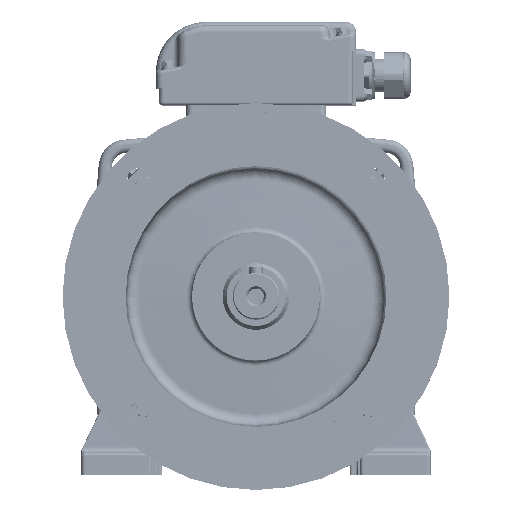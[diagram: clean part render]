
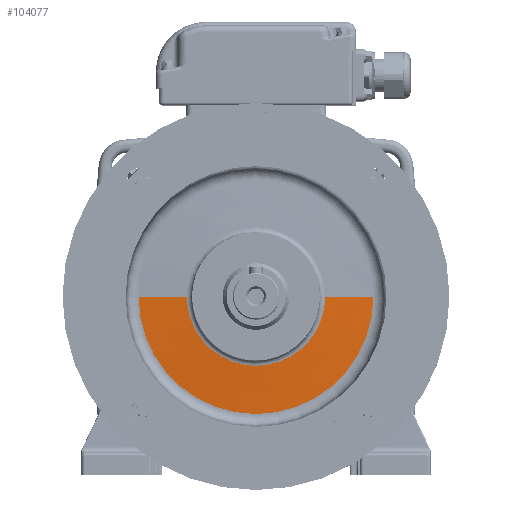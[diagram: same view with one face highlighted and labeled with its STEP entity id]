
A CAD part, top view. The second image highlights one B-rep face of the part: STEP entity #104077.
In plain terms, the highlighted conical face has half-angle 87 degrees and reference radius 115.611 mm.
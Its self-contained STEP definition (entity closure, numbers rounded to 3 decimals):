
#5380 = CARTESIAN_POINT ( 'NONE',  ( -28.752, 0., 62.238 ) ) ;
#5386 = CARTESIAN_POINT ( 'NONE',  ( -26.478, 0., 105.625 ) ) ;
#5413 = CARTESIAN_POINT ( 'NONE',  ( -26.478, 0., -105.625 ) ) ;
#5423 = CARTESIAN_POINT ( 'NONE',  ( -28.752, 0., -62.238 ) ) ;
#68034 = FACE_OUTER_BOUND ( 'NONE', #107961, .T. ) ;
#75891 = VERTEX_POINT ( 'NONE', #5380 ) ;
#75903 = VERTEX_POINT ( 'NONE', #5386 ) ;
#75957 = VERTEX_POINT ( 'NONE', #5413 ) ;
#75977 = VERTEX_POINT ( 'NONE', #5423 ) ;
#76516 = CARTESIAN_POINT ( 'NONE',  ( -25.955, 0., 0. ) ) ;
#76517 = DIRECTION ( 'NONE',  ( 1., 0., 0. ) ) ;
#76518 = DIRECTION ( 'NONE',  ( 0., 0., -1. ) ) ;
#83863 = AXIS2_PLACEMENT_3D ( 'NONE', #76516, #76517, #76518 ) ;
#94316 = CIRCLE ( 'NONE', #165802, 62.238 ) ;
#94319 = CIRCLE ( 'NONE', #165826, 105.625 ) ;
#104077 = ADVANCED_FACE ( 'NONE', ( #68034 ), #142137, .T. ) ;
#107961 = EDGE_LOOP ( 'NONE', ( #126514, #126515, #126516, #126513 ) ) ;
#121182 = EDGE_CURVE ( 'NONE', #75891, #75977, #94316, .T. ) ;
#121193 = EDGE_CURVE ( 'NONE', #75957, #75903, #94319, .T. ) ;
#121212 = EDGE_CURVE ( 'NONE', #75891, #75903, #168202, .T. ) ;
#121219 = EDGE_CURVE ( 'NONE', #75977, #75957, #168225, .T. ) ;
#126513 = ORIENTED_EDGE ( 'NONE', *, *, #121193, .T. ) ;
#126514 = ORIENTED_EDGE ( 'NONE', *, *, #121212, .F. ) ;
#126515 = ORIENTED_EDGE ( 'NONE', *, *, #121182, .T. ) ;
#126516 = ORIENTED_EDGE ( 'NONE', *, *, #121219, .T. ) ;
#142137 = CONICAL_SURFACE ( 'NONE', #83863, 115.611, 1.518 ) ;
#165802 = AXIS2_PLACEMENT_3D ( 'NONE', #168099, #168100, #168101 ) ;
#165826 = AXIS2_PLACEMENT_3D ( 'NONE', #168137, #168138, #168139 ) ;
#165862 = VECTOR ( 'NONE', #168204, 1000. ) ;
#165875 = VECTOR ( 'NONE', #168227, 1000. ) ;
#168099 = CARTESIAN_POINT ( 'NONE',  ( -28.752, 0., 0. ) ) ;
#168100 = DIRECTION ( 'NONE',  ( 1., 0., 0. ) ) ;
#168101 = DIRECTION ( 'NONE',  ( 0., 0., -1. ) ) ;
#168137 = CARTESIAN_POINT ( 'NONE',  ( -26.478, 0., 0. ) ) ;
#168138 = DIRECTION ( 'NONE',  ( -1., 0., 0. ) ) ;
#168139 = DIRECTION ( 'NONE',  ( 0., 0., -1. ) ) ;
#168202 = LINE ( 'NONE', #168203, #165862 ) ;
#168203 = CARTESIAN_POINT ( 'NONE',  ( -25.955, 0., 115.611 ) ) ;
#168204 = DIRECTION ( 'NONE',  ( 0.052, 0., 0.999 ) ) ;
#168225 = LINE ( 'NONE', #168226, #165875 ) ;
#168226 = CARTESIAN_POINT ( 'NONE',  ( -25.955, 0., -115.611 ) ) ;
#168227 = DIRECTION ( 'NONE',  ( 0.052, 0., -0.999 ) ) ;
